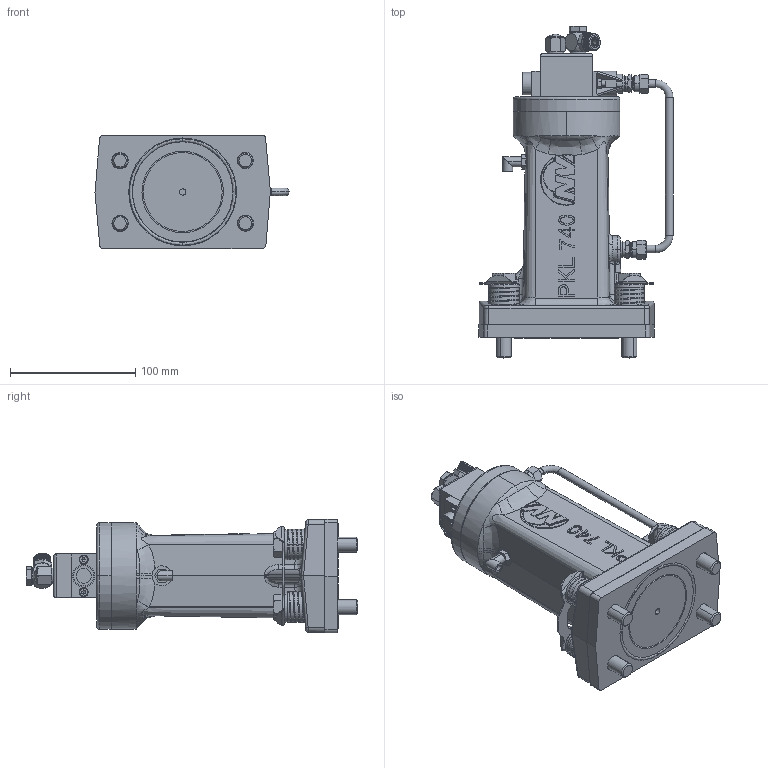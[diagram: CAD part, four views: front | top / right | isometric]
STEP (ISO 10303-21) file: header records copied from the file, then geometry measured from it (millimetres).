
FILE_DESCRIPTION (( 'STEP AP214' ), '1' );
FILE_NAME ('PKL 740 ST+EE.STEP', '2015-09-25T09:16:00', ( 'Netter' ), ( 'Microsoft' ), 'SwSTEP 2.0', 'SolidWorks 2015', '' );
FILE_SCHEMA (( 'AUTOMOTIVE_DESIGN' ));
Length unit declared in the file: millimetre
Products named in the file (1): PKL 740 ST+EE
Bounding box: 154.85 x 264.91 x 90.76 mm (x, y, z)
Volume: 1248963.5 mm3; surface area: 220787.4 mm2
Topology: 48 solids, 52 shells, 2994 faces, 7743 edges, 4894 vertices
Faces by surface type: cone 1025, cylinder 883, plane 789, bspline 175, torus 109, sphere 13
Entity records: 102365 total; most frequent: CARTESIAN_POINT 32044, ORIENTED_EDGE 15412, DIRECTION 13417, EDGE_CURVE 7706, AXIS2_PLACEMENT_3D 5464, VERTEX_POINT 4891, EDGE_LOOP 3175, FACE_OUTER_BOUND 2994
